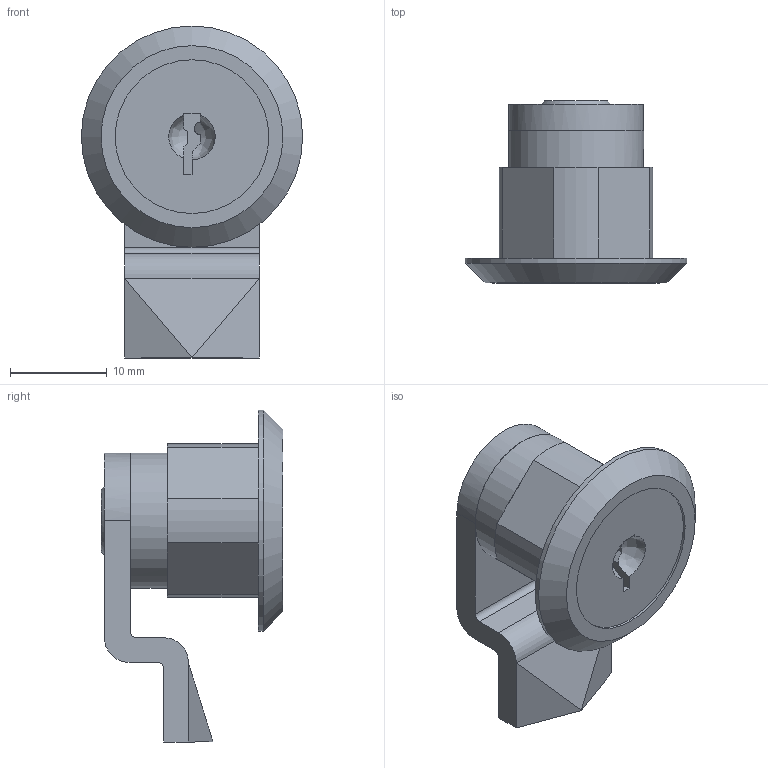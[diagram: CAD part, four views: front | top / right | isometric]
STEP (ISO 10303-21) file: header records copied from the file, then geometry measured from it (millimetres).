
FILE_DESCRIPTION (( 'STEP AP214' ), '1' );
FILE_NAME ('1427LKN1.STEP', '2019-11-07T23:09:51', ( '' ), ( '' ), 'SwSTEP 2.0', 'SolidWorks 2019', '' );
FILE_SCHEMA (( 'AUTOMOTIVE_DESIGN' ));
Length unit declared in the file: inch
Products named in the file (1): 1427LKN1
Bounding box: 22.86 x 18.8 x 34.29 mm (x, y, z)
Volume: 4291.6 mm3; surface area: 2612.4 mm2
Topology: 1 solids, 1 shells, 58 faces, 142 edges, 91 vertices
Faces by surface type: plane 40, cylinder 14, cone 2, bspline 2
Full cylindrical faces by diameter (mm): 3.886 x1, 13.97 x1, 15.875 x1, 22.86 x1
Entity records: 1765 total; most frequent: CARTESIAN_POINT 382, DIRECTION 275, ORIENTED_EDGE 270, EDGE_CURVE 135, AXIS2_PLACEMENT_3D 93, VERTEX_POINT 90, VECTOR 89, LINE 89
